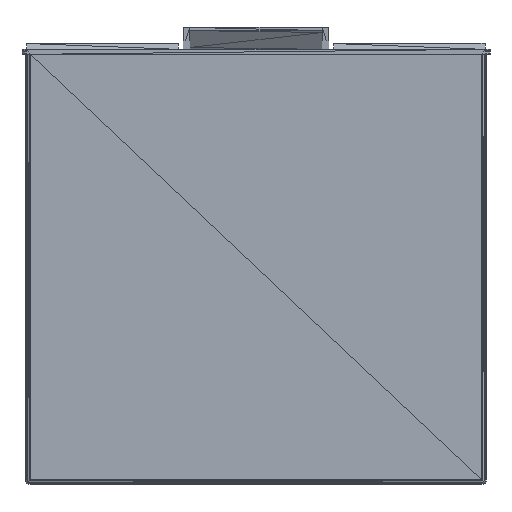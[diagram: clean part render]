
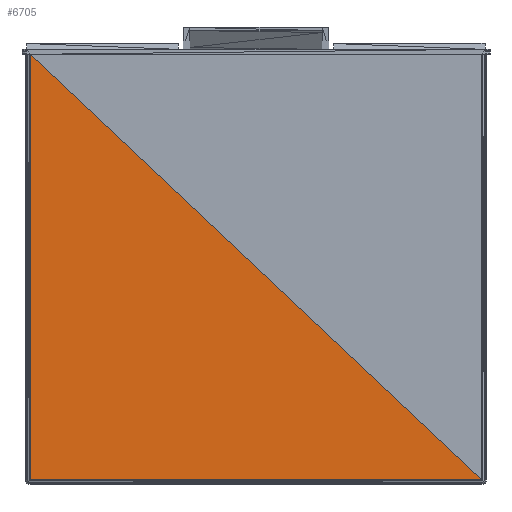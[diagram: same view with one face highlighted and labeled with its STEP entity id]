
A CAD part, front view. The second image highlights one B-rep face of the part: STEP entity #6705.
In plain terms, the highlighted planar face has unit normal (0, -1, 0).
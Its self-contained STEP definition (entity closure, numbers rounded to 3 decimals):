
#2952 = VERTEX_POINT('',#2953);
#2953 = CARTESIAN_POINT('',(-67.81,-34.752,
    -63.93));
#3215 = PLANE('',#3216);
#3216 = AXIS2_PLACEMENT_3D('',#3217,#3218,#3219);
#3217 = CARTESIAN_POINT('',(-67.883,-34.745,
    0.034));
#3218 = DIRECTION('',(-0.098,-0.995,
    0.));
#3219 = DIRECTION('',(-0.995,0.098,0.));
#6362 = VERTEX_POINT('',#6363);
#6363 = CARTESIAN_POINT('',(-67.81,-34.752,
    63.851));
#6513 = PLANE('',#6514);
#6514 = AXIS2_PLACEMENT_3D('',#6515,#6516,#6517);
#6515 = CARTESIAN_POINT('',(19.267,-34.752,
    19.227));
#6516 = DIRECTION('',(0.,-1.,0.));
#6517 = DIRECTION('',(0.,0.,-1.));
#6578 = VERTEX_POINT('',#6579);
#6579 = CARTESIAN_POINT('',(67.81,-34.752,
    -63.93));
#6630 = EDGE_CURVE('',#6362,#6578,#6631,.T.);
#6631 = SURFACE_CURVE('',#6632,(#6636,#6643),.PCURVE_S1.);
#6632 = LINE('',#6633,#6634);
#6633 = CARTESIAN_POINT('',(-67.81,-34.752,
    63.851));
#6634 = VECTOR('',#6635,1.);
#6635 = DIRECTION('',(0.728,0.,-0.686));
#6636 = PCURVE('',#6513,#6637);
#6637 = DEFINITIONAL_REPRESENTATION('',(#6638),#6642);
#6638 = LINE('',#6639,#6640);
#6639 = CARTESIAN_POINT('',(-44.624,-87.077));
#6640 = VECTOR('',#6641,1.);
#6641 = DIRECTION('',(0.686,0.728));
#6642 = ( GEOMETRIC_REPRESENTATION_CONTEXT(2) 
PARAMETRIC_REPRESENTATION_CONTEXT() REPRESENTATION_CONTEXT('2D SPACE',''
  ) );
#6643 = PCURVE('',#6644,#6649);
#6644 = PLANE('',#6645);
#6645 = AXIS2_PLACEMENT_3D('',#6646,#6647,#6648);
#6646 = CARTESIAN_POINT('',(-19.267,-34.752,
    -19.306));
#6647 = DIRECTION('',(0.,-1.,0.));
#6648 = DIRECTION('',(0.,0.,-1.));
#6649 = DEFINITIONAL_REPRESENTATION('',(#6650),#6653);
#6650 = B_SPLINE_CURVE_WITH_KNOTS('',1,(#6651,#6652),.UNSPECIFIED.,.F.,
  .F.,(2,2),(0.,186.336),.PIECEWISE_BEZIER_KNOTS.);
#6651 = CARTESIAN_POINT('',(-83.157,-48.543));
#6652 = CARTESIAN_POINT('',(44.624,87.077));
#6653 = ( GEOMETRIC_REPRESENTATION_CONTEXT(2) 
PARAMETRIC_REPRESENTATION_CONTEXT() REPRESENTATION_CONTEXT('2D SPACE',''
  ) );
#6705 = ADVANCED_FACE('',(#6706),#6644,.T.);
#6706 = FACE_BOUND('',#6707,.T.);
#6707 = EDGE_LOOP('',(#6708,#6733,#6734));
#6708 = ORIENTED_EDGE('',*,*,#6709,.T.);
#6709 = EDGE_CURVE('',#2952,#6578,#6710,.T.);
#6710 = SURFACE_CURVE('',#6711,(#6715,#6722),.PCURVE_S1.);
#6711 = LINE('',#6712,#6713);
#6712 = CARTESIAN_POINT('',(-67.81,-34.752,
    -63.93));
#6713 = VECTOR('',#6714,1.);
#6714 = DIRECTION('',(1.,0.,0.));
#6715 = PCURVE('',#6644,#6716);
#6716 = DEFINITIONAL_REPRESENTATION('',(#6717),#6721);
#6717 = LINE('',#6718,#6719);
#6718 = CARTESIAN_POINT('',(44.624,-48.543));
#6719 = VECTOR('',#6720,1.);
#6720 = DIRECTION('',(0.,1.));
#6721 = ( GEOMETRIC_REPRESENTATION_CONTEXT(2) 
PARAMETRIC_REPRESENTATION_CONTEXT() REPRESENTATION_CONTEXT('2D SPACE',''
  ) );
#6722 = PCURVE('',#6723,#6728);
#6723 = PLANE('',#6724);
#6724 = AXIS2_PLACEMENT_3D('',#6725,#6726,#6727);
#6725 = CARTESIAN_POINT('',(0.073,-34.745,
    -64.004));
#6726 = DIRECTION('',(0.,-0.995,
    -0.098));
#6727 = DIRECTION('',(0.,0.098,-0.995));
#6728 = DEFINITIONAL_REPRESENTATION('',(#6729),#6732);
#6729 = B_SPLINE_CURVE_WITH_KNOTS('',1,(#6730,#6731),.UNSPECIFIED.,.F.,
  .F.,(2,2),(0.,135.62),.PIECEWISE_BEZIER_KNOTS.);
#6730 = CARTESIAN_POINT('',(-0.074,-67.883));
#6731 = CARTESIAN_POINT('',(-0.074,67.737));
#6732 = ( GEOMETRIC_REPRESENTATION_CONTEXT(2) 
PARAMETRIC_REPRESENTATION_CONTEXT() REPRESENTATION_CONTEXT('2D SPACE',''
  ) );
#6733 = ORIENTED_EDGE('',*,*,#6630,.F.);
#6734 = ORIENTED_EDGE('',*,*,#6735,.T.);
#6735 = EDGE_CURVE('',#6362,#2952,#6736,.T.);
#6736 = SURFACE_CURVE('',#6737,(#6741,#6748),.PCURVE_S1.);
#6737 = LINE('',#6738,#6739);
#6738 = CARTESIAN_POINT('',(-67.81,-34.752,
    63.851));
#6739 = VECTOR('',#6740,1.);
#6740 = DIRECTION('',(0.,0.,-1.));
#6741 = PCURVE('',#6644,#6742);
#6742 = DEFINITIONAL_REPRESENTATION('',(#6743),#6747);
#6743 = LINE('',#6744,#6745);
#6744 = CARTESIAN_POINT('',(-83.157,-48.543));
#6745 = VECTOR('',#6746,1.);
#6746 = DIRECTION('',(1.,0.));
#6747 = ( GEOMETRIC_REPRESENTATION_CONTEXT(2) 
PARAMETRIC_REPRESENTATION_CONTEXT() REPRESENTATION_CONTEXT('2D SPACE',''
  ) );
#6748 = PCURVE('',#3215,#6749);
#6749 = DEFINITIONAL_REPRESENTATION('',(#6750),#6753);
#6750 = B_SPLINE_CURVE_WITH_KNOTS('',1,(#6751,#6752),.UNSPECIFIED.,.F.,
  .F.,(2,2),(0.,127.782),.PIECEWISE_BEZIER_KNOTS.);
#6751 = CARTESIAN_POINT('',(-0.074,-63.817));
#6752 = CARTESIAN_POINT('',(-0.074,63.964));
#6753 = ( GEOMETRIC_REPRESENTATION_CONTEXT(2) 
PARAMETRIC_REPRESENTATION_CONTEXT() REPRESENTATION_CONTEXT('2D SPACE',''
  ) );
